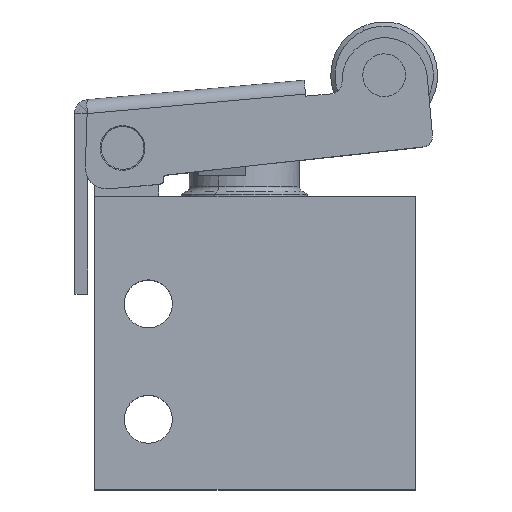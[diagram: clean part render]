
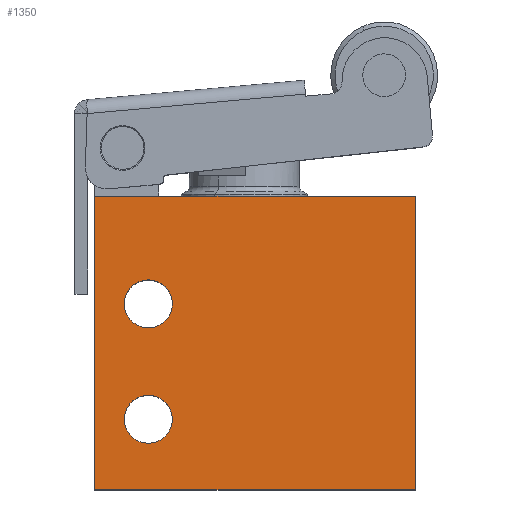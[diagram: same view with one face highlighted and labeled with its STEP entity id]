
A CAD part, top view. The second image highlights one B-rep face of the part: STEP entity #1350.
In plain terms, the highlighted planar face has unit normal (0, 0, 1).
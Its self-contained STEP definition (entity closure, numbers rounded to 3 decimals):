
#20 = CARTESIAN_POINT ( 'NONE',  ( 0., 0., 15. ) ) ;
#76 = CARTESIAN_POINT ( 'NONE',  ( 2.75, 6.6, 15. ) ) ;
#138 = LINE ( 'NONE', #2021, #2956 ) ;
#205 = DIRECTION ( 'NONE',  ( 0., 0., 1. ) ) ;
#260 = LINE ( 'NONE', #3263, #2501 ) ;
#318 = EDGE_CURVE ( 'NONE', #2177, #770, #504, .T. ) ;
#320 = CARTESIAN_POINT ( 'NONE',  ( 0., 0., 15. ) ) ;
#346 = ORIENTED_EDGE ( 'NONE', *, *, #1447, .F. ) ;
#378 = EDGE_CURVE ( 'NONE', #1491, #3402, #4988, .T. ) ;
#403 = CARTESIAN_POINT ( 'NONE',  ( 30., 27.5, 15. ) ) ;
#449 = ORIENTED_EDGE ( 'NONE', *, *, #318, .F. ) ;
#483 = DIRECTION ( 'NONE',  ( 1., 0., 0. ) ) ;
#504 = CIRCLE ( 'NONE', #2227, 2.25 ) ;
#509 = ORIENTED_EDGE ( 'NONE', *, *, #2694, .F. ) ;
#770 = VERTEX_POINT ( 'NONE', #2914 ) ;
#931 = CARTESIAN_POINT ( 'NONE',  ( 5., 17.4, 15. ) ) ;
#1019 = EDGE_CURVE ( 'NONE', #770, #2177, #4786, .T. ) ;
#1061 = VECTOR ( 'NONE', #4829, 1000. ) ;
#1095 = ORIENTED_EDGE ( 'NONE', *, *, #378, .T. ) ;
#1173 = EDGE_LOOP ( 'NONE', ( #509, #346 ) ) ;
#1198 = ORIENTED_EDGE ( 'NONE', *, *, #4546, .T. ) ;
#1283 = ORIENTED_EDGE ( 'NONE', *, *, #1019, .F. ) ;
#1315 = ORIENTED_EDGE ( 'NONE', *, *, #4516, .T. ) ;
#1350 = ADVANCED_FACE ( 'NONE', ( #2228, #4662, #2729 ), #4535, .F. ) ;
#1447 = EDGE_CURVE ( 'NONE', #3714, #5183, #4780, .T. ) ;
#1454 = EDGE_CURVE ( 'NONE', #3402, #1716, #4838, .T. ) ;
#1491 = VERTEX_POINT ( 'NONE', #320 ) ;
#1600 = AXIS2_PLACEMENT_3D ( 'NONE', #1661, #3348, #2091 ) ;
#1661 = CARTESIAN_POINT ( 'NONE',  ( 0., 27.5, 15. ) ) ;
#1716 = VERTEX_POINT ( 'NONE', #403 ) ;
#2021 = CARTESIAN_POINT ( 'NONE',  ( 0., 27.5, 15. ) ) ;
#2091 = DIRECTION ( 'NONE',  ( -1., 0., 0. ) ) ;
#2103 = DIRECTION ( 'NONE',  ( 1., 0., 0. ) ) ;
#2177 = VERTEX_POINT ( 'NONE', #76 ) ;
#2197 = CARTESIAN_POINT ( 'NONE',  ( 30., 0., 15. ) ) ;
#2227 = AXIS2_PLACEMENT_3D ( 'NONE', #4492, #2470, #4099 ) ;
#2228 = FACE_BOUND ( 'NONE', #1173, .T. ) ;
#2249 = VECTOR ( 'NONE', #2103, 1000. ) ;
#2392 = ORIENTED_EDGE ( 'NONE', *, *, #1454, .T. ) ;
#2470 = DIRECTION ( 'NONE',  ( 0., 0., 1. ) ) ;
#2501 = VECTOR ( 'NONE', #3632, 1000. ) ;
#2656 = CARTESIAN_POINT ( 'NONE',  ( 5., 6.6, 15. ) ) ;
#2694 = EDGE_CURVE ( 'NONE', #5183, #3714, #3048, .T. ) ;
#2729 = FACE_OUTER_BOUND ( 'NONE', #4788, .T. ) ;
#2914 = CARTESIAN_POINT ( 'NONE',  ( 7.25, 6.6, 15. ) ) ;
#2946 = CARTESIAN_POINT ( 'NONE',  ( 5., 17.4, 15. ) ) ;
#2956 = VECTOR ( 'NONE', #4092, 1000. ) ;
#3048 = CIRCLE ( 'NONE', #5268, 2.25 ) ;
#3090 = DIRECTION ( 'NONE',  ( 1., 0., 0. ) ) ;
#3263 = CARTESIAN_POINT ( 'NONE',  ( 0., 0., 15. ) ) ;
#3348 = DIRECTION ( 'NONE',  ( 0., 0., -1. ) ) ;
#3402 = VERTEX_POINT ( 'NONE', #3928 ) ;
#3418 = DIRECTION ( 'NONE',  ( 0., 0., 1. ) ) ;
#3632 = DIRECTION ( 'NONE',  ( 0., -1., 0. ) ) ;
#3714 = VERTEX_POINT ( 'NONE', #4137 ) ;
#3780 = EDGE_LOOP ( 'NONE', ( #1283, #449 ) ) ;
#3787 = DIRECTION ( 'NONE',  ( 1., 0., 0. ) ) ;
#3928 = CARTESIAN_POINT ( 'NONE',  ( 30., 0., 15. ) ) ;
#4032 = AXIS2_PLACEMENT_3D ( 'NONE', #2656, #205, #3090 ) ;
#4068 = VERTEX_POINT ( 'NONE', #5067 ) ;
#4092 = DIRECTION ( 'NONE',  ( -1., 0., 0. ) ) ;
#4099 = DIRECTION ( 'NONE',  ( 1., 0., 0. ) ) ;
#4137 = CARTESIAN_POINT ( 'NONE',  ( 2.75, 17.4, 15. ) ) ;
#4492 = CARTESIAN_POINT ( 'NONE',  ( 5., 6.6, 15. ) ) ;
#4516 = EDGE_CURVE ( 'NONE', #4068, #1491, #260, .T. ) ;
#4535 = PLANE ( 'NONE',  #1600 ) ;
#4546 = EDGE_CURVE ( 'NONE', #1716, #4068, #138, .T. ) ;
#4662 = FACE_BOUND ( 'NONE', #3780, .T. ) ;
#4780 = CIRCLE ( 'NONE', #4818, 2.25 ) ;
#4786 = CIRCLE ( 'NONE', #4032, 2.25 ) ;
#4788 = EDGE_LOOP ( 'NONE', ( #1315, #1095, #2392, #1198 ) ) ;
#4818 = AXIS2_PLACEMENT_3D ( 'NONE', #931, #3418, #3787 ) ;
#4829 = DIRECTION ( 'NONE',  ( 0., 1., 0. ) ) ;
#4838 = LINE ( 'NONE', #2197, #1061 ) ;
#4903 = CARTESIAN_POINT ( 'NONE',  ( 7.25, 17.4, 15. ) ) ;
#4988 = LINE ( 'NONE', #20, #2249 ) ;
#5047 = DIRECTION ( 'NONE',  ( 0., 0., 1. ) ) ;
#5067 = CARTESIAN_POINT ( 'NONE',  ( 0., 27.5, 15. ) ) ;
#5183 = VERTEX_POINT ( 'NONE', #4903 ) ;
#5268 = AXIS2_PLACEMENT_3D ( 'NONE', #2946, #5047, #483 ) ;
